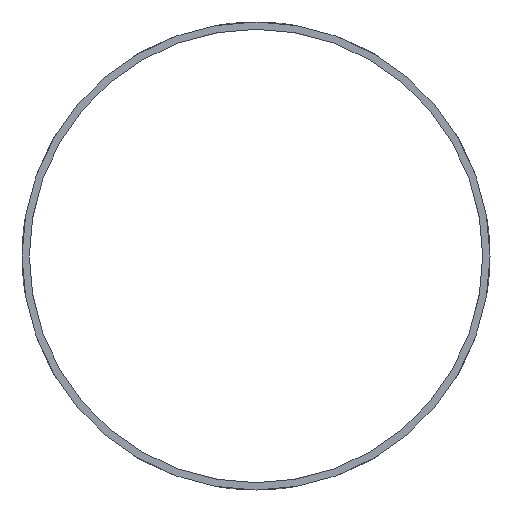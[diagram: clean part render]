
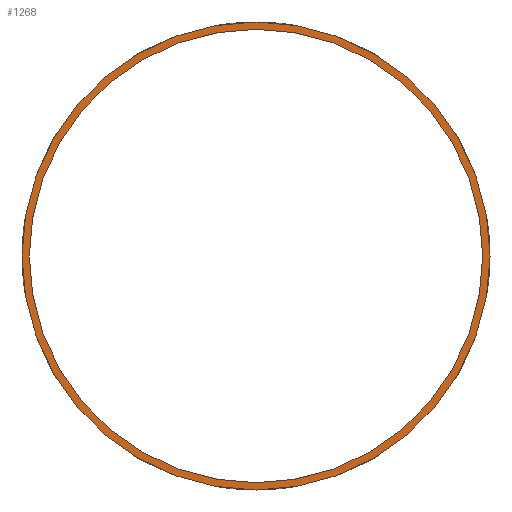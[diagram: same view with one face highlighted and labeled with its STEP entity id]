
A CAD part, front view. The second image highlights one B-rep face of the part: STEP entity #1268.
In plain terms, the highlighted planar face has unit normal (0, -1, 0).
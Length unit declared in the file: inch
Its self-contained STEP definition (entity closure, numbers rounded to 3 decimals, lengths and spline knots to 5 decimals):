
#54=FACE_BOUND('',#234,.T.);
#72=PLANE('',#1398);
#142=FACE_OUTER_BOUND('',#233,.T.);
#233=EDGE_LOOP('',(#1198,#1199));
#234=EDGE_LOOP('',(#1200));
#288=CIRCLE('',#1391,3.875);
#291=CIRCLE('',#1395,4.);
#292=CIRCLE('',#1396,4.);
#626=VERTEX_POINT('',#3158);
#629=VERTEX_POINT('',#3167);
#630=VERTEX_POINT('',#3169);
#814=EDGE_CURVE('',#626,#626,#288,.T.);
#819=EDGE_CURVE('',#629,#630,#291,.T.);
#820=EDGE_CURVE('',#630,#629,#292,.T.);
#1198=ORIENTED_EDGE('',*,*,#820,.F.);
#1199=ORIENTED_EDGE('',*,*,#819,.F.);
#1200=ORIENTED_EDGE('',*,*,#814,.F.);
#1268=ADVANCED_FACE('',(#142,#54),#72,.F.);
#1391=AXIS2_PLACEMENT_3D('',#3160,#1671,#1672);
#1395=AXIS2_PLACEMENT_3D('',#3170,#1681,#1682);
#1396=AXIS2_PLACEMENT_3D('',#3171,#1683,#1684);
#1398=AXIS2_PLACEMENT_3D('',#3173,#1687,#1688);
#1671=DIRECTION('center_axis',(0.,-1.,0.));
#1672=DIRECTION('ref_axis',(1.,0.,0.));
#1681=DIRECTION('center_axis',(0.,1.,0.));
#1682=DIRECTION('ref_axis',(-1.,0.,0.));
#1683=DIRECTION('center_axis',(0.,1.,0.));
#1684=DIRECTION('ref_axis',(-1.,0.,0.));
#1687=DIRECTION('center_axis',(0.,1.,0.));
#1688=DIRECTION('ref_axis',(0.,0.,1.));
#3158=CARTESIAN_POINT('',(-3.875,0.,0.));
#3160=CARTESIAN_POINT('Origin',(0.,0.,0.));
#3167=CARTESIAN_POINT('',(4.,0.,0.));
#3169=CARTESIAN_POINT('',(-4.,0.,0.));
#3170=CARTESIAN_POINT('Origin',(0.,0.,0.));
#3171=CARTESIAN_POINT('Origin',(0.,0.,0.));
#3173=CARTESIAN_POINT('Origin',(0.,0.,0.));
